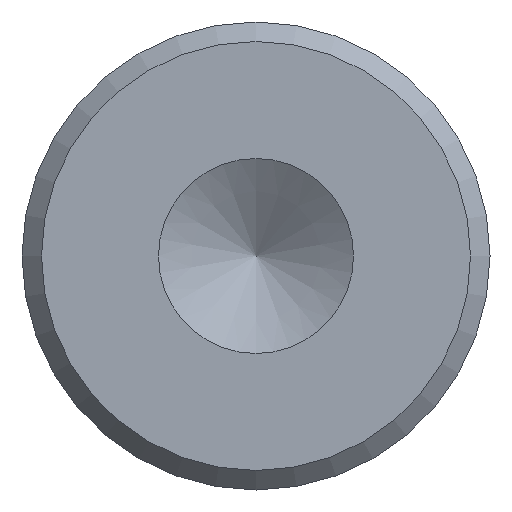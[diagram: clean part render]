
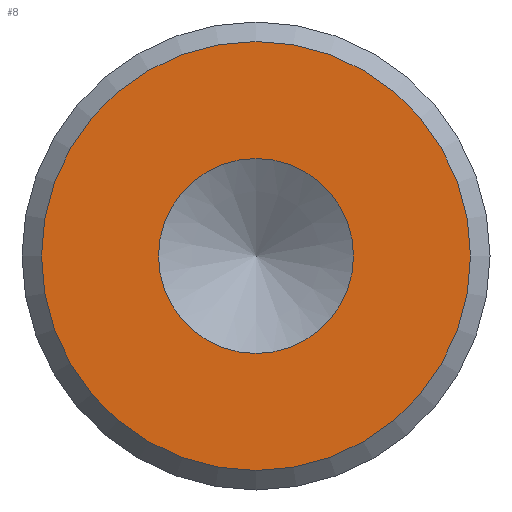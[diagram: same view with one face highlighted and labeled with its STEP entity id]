
A CAD part, front view. The second image highlights one B-rep face of the part: STEP entity #8.
In plain terms, the highlighted planar face has unit normal (0, -1, 0).
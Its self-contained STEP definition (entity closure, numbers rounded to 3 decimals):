
#2 = ORIENTED_EDGE ( 'NONE', *, *, #5, .F. ) ;
#5 = EDGE_CURVE ( 'NONE', #161, #161, #267, .T. ) ;
#8 = ADVANCED_FACE ( 'NONE', ( #281, #275 ), #253, .F. ) ;
#33 = AXIS2_PLACEMENT_3D ( 'NONE', #157, #61, #303 ) ;
#40 = ORIENTED_EDGE ( 'NONE', *, *, #269, .F. ) ;
#61 = DIRECTION ( 'NONE',  ( 0., 1., 0. ) ) ;
#68 = CARTESIAN_POINT ( 'NONE',  ( 0., 0., 0. ) ) ;
#93 = EDGE_LOOP ( 'NONE', ( #2 ) ) ;
#112 = AXIS2_PLACEMENT_3D ( 'NONE', #115, #231, #134 ) ;
#115 = CARTESIAN_POINT ( 'NONE',  ( 0., 0., 0. ) ) ;
#119 = DIRECTION ( 'NONE',  ( 0., -1., 0. ) ) ;
#134 = DIRECTION ( 'NONE',  ( 0., 0., 1. ) ) ;
#157 = CARTESIAN_POINT ( 'NONE',  ( 0., 0., 0. ) ) ;
#158 = VERTEX_POINT ( 'NONE', #238 ) ;
#161 = VERTEX_POINT ( 'NONE', #256 ) ;
#190 = DIRECTION ( 'NONE',  ( 0., 0., -1. ) ) ;
#210 = AXIS2_PLACEMENT_3D ( 'NONE', #68, #119, #190 ) ;
#231 = DIRECTION ( 'NONE',  ( 0., 1., 0. ) ) ;
#237 = CIRCLE ( 'NONE', #210, 2.5 ) ;
#238 = CARTESIAN_POINT ( 'NONE',  ( 0., 0., -2.5 ) ) ;
#253 = PLANE ( 'NONE',  #112 ) ;
#256 = CARTESIAN_POINT ( 'NONE',  ( 0., 0., 5.5 ) ) ;
#267 = CIRCLE ( 'NONE', #33, 5.5 ) ;
#269 = EDGE_CURVE ( 'NONE', #158, #158, #237, .T. ) ;
#274 = EDGE_LOOP ( 'NONE', ( #40 ) ) ;
#275 = FACE_OUTER_BOUND ( 'NONE', #93, .T. ) ;
#281 = FACE_BOUND ( 'NONE', #274, .T. ) ;
#303 = DIRECTION ( 'NONE',  ( 0., 0., 1. ) ) ;
